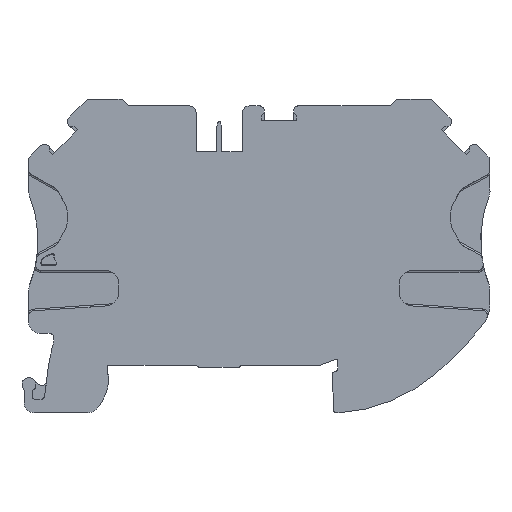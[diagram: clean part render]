
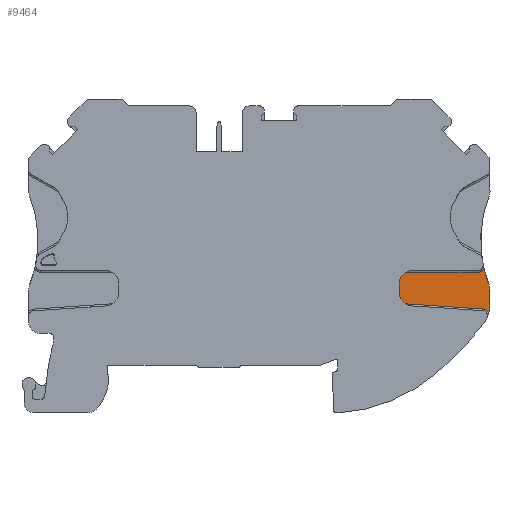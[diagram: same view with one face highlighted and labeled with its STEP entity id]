
A CAD part, front view. The second image highlights one B-rep face of the part: STEP entity #9464.
In plain terms, the highlighted planar face has unit normal (0, -1, 0).
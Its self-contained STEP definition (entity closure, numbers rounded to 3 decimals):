
#379=LINE('',#12719,#973);
#411=LINE('',#12921,#1005);
#418=LINE('',#13014,#1012);
#419=LINE('',#13022,#1013);
#973=VECTOR('',#10678,1000.);
#1005=VECTOR('',#10800,1000.);
#1012=VECTOR('',#10829,1000.);
#1013=VECTOR('',#10836,1000.);
#1736=ORIENTED_EDGE('',*,*,#3739,.T.);
#1737=ORIENTED_EDGE('',*,*,#3756,.T.);
#1738=ORIENTED_EDGE('',*,*,#3757,.T.);
#1739=ORIENTED_EDGE('',*,*,#3758,.T.);
#1740=ORIENTED_EDGE('',*,*,#3759,.T.);
#1741=ORIENTED_EDGE('',*,*,#3760,.T.);
#1742=ORIENTED_EDGE('',*,*,#3761,.T.);
#1743=ORIENTED_EDGE('',*,*,#3762,.T.);
#1744=ORIENTED_EDGE('',*,*,#3670,.T.);
#3670=EDGE_CURVE('',#4690,#4665,#379,.F.);
#3739=EDGE_CURVE('',#4665,#4748,#411,.F.);
#3756=EDGE_CURVE('',#4748,#4762,#5382,.F.);
#3757=EDGE_CURVE('',#4762,#4763,#5383,.T.);
#3758=EDGE_CURVE('',#4763,#4764,#418,.T.);
#3759=EDGE_CURVE('',#4764,#4765,#5384,.T.);
#3760=EDGE_CURVE('',#4765,#4766,#5385,.F.);
#3761=EDGE_CURVE('',#4766,#4767,#5386,.F.);
#3762=EDGE_CURVE('',#4767,#4690,#419,.T.);
#4665=VERTEX_POINT('',#12654);
#4690=VERTEX_POINT('',#12716);
#4748=VERTEX_POINT('',#12920);
#4762=VERTEX_POINT('',#13009);
#4763=VERTEX_POINT('',#13013);
#4764=VERTEX_POINT('',#13015);
#4765=VERTEX_POINT('',#13017);
#4766=VERTEX_POINT('',#13019);
#4767=VERTEX_POINT('',#13021);
#5382=CIRCLE('',#9933,1.);
#5383=CIRCLE('',#9935,5.);
#5384=CIRCLE('',#9936,2.);
#5385=CIRCLE('',#9937,17.875);
#5386=CIRCLE('',#9938,1.);
#5674=EDGE_LOOP('',(#1736,#1737,#1738,#1739,#1740,#1741,#1742,#1743,#1744));
#6101=FACE_BOUND('',#5674,.T.);
#6490=PLANE('',#9934);
#9464=ADVANCED_FACE('',(#6101),#6490,.T.);
#9933=AXIS2_PLACEMENT_3D('',#13010,#10823,#10824);
#9934=AXIS2_PLACEMENT_3D('',#13011,#10825,#10826);
#9935=AXIS2_PLACEMENT_3D('',#13012,#10827,#10828);
#9936=AXIS2_PLACEMENT_3D('',#13016,#10830,#10831);
#9937=AXIS2_PLACEMENT_3D('',#13018,#10832,#10833);
#9938=AXIS2_PLACEMENT_3D('',#13020,#10834,#10835);
#10678=DIRECTION('',(0.,0.,1.));
#10800=DIRECTION('',(-0.998,0.,0.067));
#10823=DIRECTION('',(0.,-1.,0.));
#10824=DIRECTION('',(0.,0.,-1.));
#10825=DIRECTION('',(0.,-1.,0.));
#10826=DIRECTION('',(0.,0.,-1.));
#10827=DIRECTION('',(0.,-1.,0.));
#10828=DIRECTION('',(0.,0.,-1.));
#10829=DIRECTION('',(0.,0.,1.));
#10830=DIRECTION('',(0.,-1.,0.));
#10831=DIRECTION('',(0.,0.,-1.));
#10832=DIRECTION('',(0.,-1.,0.));
#10833=DIRECTION('',(0.,0.,-1.));
#10834=DIRECTION('',(0.,-1.,0.));
#10835=DIRECTION('',(0.,0.,-1.));
#10836=DIRECTION('',(-1.,0.,0.));
#12654=CARTESIAN_POINT('',(24.114,1.8,-11.303));
#12716=CARTESIAN_POINT('',(24.114,1.8,-6.75));
#12719=CARTESIAN_POINT('',(24.114,1.8,-11.547));
#12920=CARTESIAN_POINT('',(37.239,1.8,-12.179));
#12921=CARTESIAN_POINT('',(37.239,1.8,-12.179));
#13009=CARTESIAN_POINT('',(38.103,1.8,-12.812));
#13010=CARTESIAN_POINT('',(37.172,1.8,-13.176));
#13011=CARTESIAN_POINT('',(62.15,1.8,0.37));
#13012=CARTESIAN_POINT('',(33.3,1.8,-11.424));
#13013=CARTESIAN_POINT('',(38.298,1.8,-11.563));
#13014=CARTESIAN_POINT('',(38.298,1.8,0.37));
#13015=CARTESIAN_POINT('',(38.298,1.8,-9.333));
#13016=CARTESIAN_POINT('',(36.298,1.8,-9.333));
#13017=CARTESIAN_POINT('',(38.16,1.8,-8.602));
#13018=CARTESIAN_POINT('',(54.8,1.8,-2.074));
#13019=CARTESIAN_POINT('',(37.416,1.8,-6.235));
#13020=CARTESIAN_POINT('',(36.541,1.8,-5.75));
#13021=CARTESIAN_POINT('',(36.541,1.8,-6.75));
#13022=CARTESIAN_POINT('',(24.01,1.8,-6.75));
